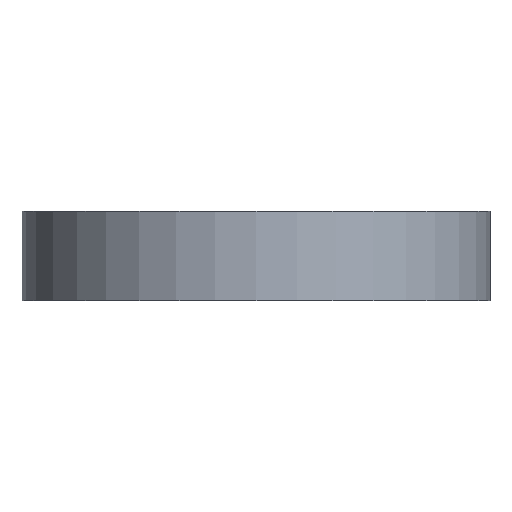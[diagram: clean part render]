
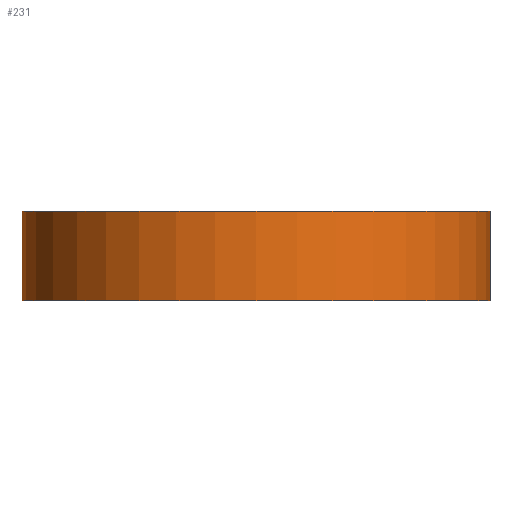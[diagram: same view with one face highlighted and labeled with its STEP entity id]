
A CAD part, front view. The second image highlights one B-rep face of the part: STEP entity #231.
In plain terms, the highlighted cylindrical face has radius 21 mm (diameter 42 mm), a partial arc.
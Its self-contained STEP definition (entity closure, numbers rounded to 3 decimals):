
#1 = DIRECTION ( 'NONE',  ( 0., 0., 1. ) ) ;
#4 = CARTESIAN_POINT ( 'NONE',  ( 21., 0., 0. ) ) ;
#180 = AXIS2_PLACEMENT_3D ( 'NONE', #966, #969, #1016 ) ;
#231 = ADVANCED_FACE ( 'NONE', ( #581 ), #609, .T. ) ;
#240 = LINE ( 'NONE', #4, #795 ) ;
#270 = VERTEX_POINT ( 'NONE', #1019 ) ;
#297 = AXIS2_PLACEMENT_3D ( 'NONE', #982, #947, #908 ) ;
#343 = CIRCLE ( 'NONE', #297, 21. ) ;
#374 = VECTOR ( 'NONE', #425, 1000. ) ;
#387 = LINE ( 'NONE', #812, #374 ) ;
#404 = EDGE_LOOP ( 'NONE', ( #755, #1045, #422, #438 ) ) ;
#422 = ORIENTED_EDGE ( 'NONE', *, *, #998, .T. ) ;
#425 = DIRECTION ( 'NONE',  ( 0., 0., 1. ) ) ;
#438 = ORIENTED_EDGE ( 'NONE', *, *, #792, .F. ) ;
#441 = CARTESIAN_POINT ( 'NONE',  ( 21., 0., 4. ) ) ;
#547 = VERTEX_POINT ( 'NONE', #441 ) ;
#581 = FACE_OUTER_BOUND ( 'NONE', #404, .T. ) ;
#609 = CYLINDRICAL_SURFACE ( 'NONE', #180, 21. ) ;
#728 = VERTEX_POINT ( 'NONE', #740 ) ;
#731 = VERTEX_POINT ( 'NONE', #745 ) ;
#740 = CARTESIAN_POINT ( 'NONE',  ( 21., 0., -4. ) ) ;
#745 = CARTESIAN_POINT ( 'NONE',  ( -21., 0., -4. ) ) ;
#755 = ORIENTED_EDGE ( 'NONE', *, *, #942, .F. ) ;
#792 = EDGE_CURVE ( 'NONE', #270, #547, #1042, .T. ) ;
#795 = VECTOR ( 'NONE', #1, 1000. ) ;
#802 = AXIS2_PLACEMENT_3D ( 'NONE', #810, #813, #817 ) ;
#810 = CARTESIAN_POINT ( 'NONE',  ( 0., 0., 4. ) ) ;
#812 = CARTESIAN_POINT ( 'NONE',  ( -21., 0., 0. ) ) ;
#813 = DIRECTION ( 'NONE',  ( 0., 0., 1. ) ) ;
#817 = DIRECTION ( 'NONE',  ( 1., 0., 0. ) ) ;
#908 = DIRECTION ( 'NONE',  ( 1., 0., 0. ) ) ;
#942 = EDGE_CURVE ( 'NONE', #731, #270, #387, .T. ) ;
#947 = DIRECTION ( 'NONE',  ( 0., 0., 1. ) ) ;
#966 = CARTESIAN_POINT ( 'NONE',  ( 0., 0., 0. ) ) ;
#969 = DIRECTION ( 'NONE',  ( 0., 0., 1. ) ) ;
#982 = CARTESIAN_POINT ( 'NONE',  ( 0., 0., -4. ) ) ;
#998 = EDGE_CURVE ( 'NONE', #728, #547, #240, .T. ) ;
#1016 = DIRECTION ( 'NONE',  ( 1., 0., 0. ) ) ;
#1019 = CARTESIAN_POINT ( 'NONE',  ( -21., 0., 4. ) ) ;
#1020 = EDGE_CURVE ( 'NONE', #731, #728, #343, .T. ) ;
#1042 = CIRCLE ( 'NONE', #802, 21. ) ;
#1045 = ORIENTED_EDGE ( 'NONE', *, *, #1020, .T. ) ;
